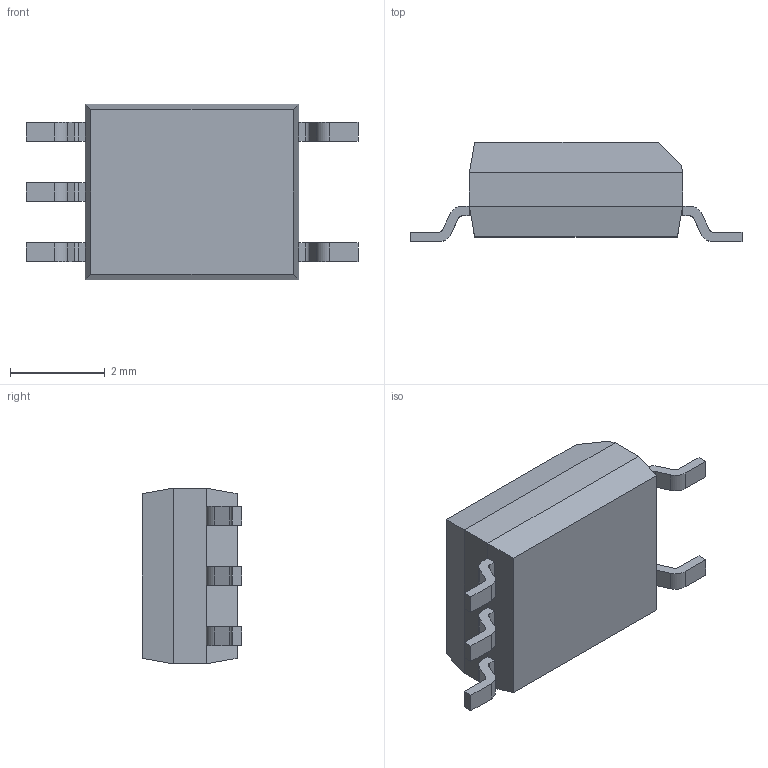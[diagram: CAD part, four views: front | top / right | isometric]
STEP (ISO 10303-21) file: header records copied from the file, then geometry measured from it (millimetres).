
FILE_DESCRIPTION (( 'STEP AP214' ), '1' );
FILE_NAME ( 'SOIC5-6P127_370X700X210L60X40.step', '2021-01-29T08:44:58', ( '' ), ( '' ), 'Part was generated with the free Library Expert Lite available at www.PCBLibraries.com. Removing line will violate the End User License Agreement.', '©2017 PCB Libraries, Inc.', '' );
FILE_SCHEMA (( 'AUTOMOTIVE_DESIGN' ));
Length unit declared in the file: millimetre
Products named in the file (1): SOIC5-6P127_370X700X210L60X40
Bounding box: 7 x 2.1 x 3.7 mm (x, y, z)
Volume: 32.4 mm3; surface area: 71.4 mm2
Topology: 6 solids, 6 shells, 85 faces, 211 edges, 138 vertices
Faces by surface type: plane 65, cylinder 20
Entity records: 2835 total; most frequent: CARTESIAN_POINT 435, DIRECTION 423, ORIENTED_EDGE 422, EDGE_CURVE 211, VECTOR 171, LINE 171, VERTEX_POINT 138, AXIS2_PLACEMENT_3D 126
